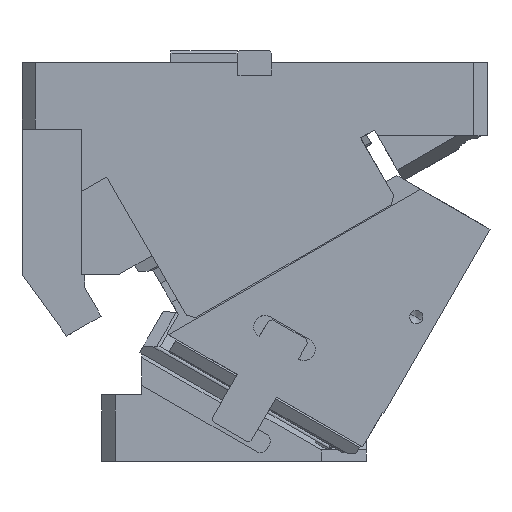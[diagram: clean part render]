
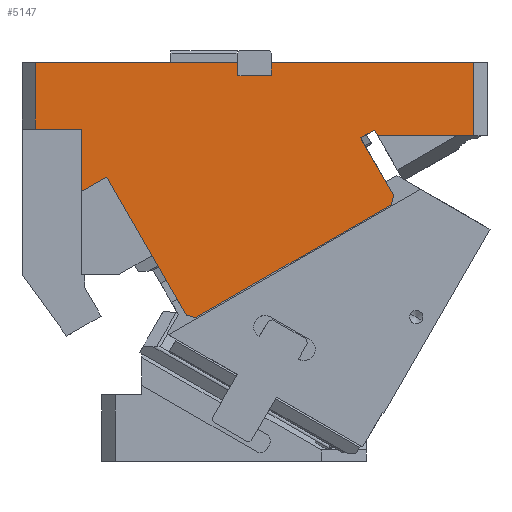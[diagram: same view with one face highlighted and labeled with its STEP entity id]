
A CAD part, front view. The second image highlights one B-rep face of the part: STEP entity #5147.
In plain terms, the highlighted planar face has unit normal (0, -1, 0).
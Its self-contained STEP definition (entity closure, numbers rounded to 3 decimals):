
#315=CARTESIAN_POINT('Line Origine',(-233.75,-90.,205.)) ;
#319=CARTESIAN_POINT('Vertex',(-157.5,-90.,205.)) ;
#321=CARTESIAN_POINT('Vertex',(-310.,-90.,205.)) ;
#604=CARTESIAN_POINT('Vertex',(-310.,-90.,155.)) ;
#607=CARTESIAN_POINT('Line Origine',(-310.,-90.,180.)) ;
#1154=CARTESIAN_POINT('Vertex',(-52.409,-90.,150.)) ;
#1157=CARTESIAN_POINT('Line Origine',(-53.647,-90.,152.144)) ;
#1161=CARTESIAN_POINT('Vertex',(-54.885,-90.,154.289)) ;
#2098=CARTESIAN_POINT('Vertex',(-42.108,-90.,98.157)) ;
#2112=CARTESIAN_POINT('Vertex',(-40.278,-90.,104.987)) ;
#2115=CARTESIAN_POINT('Line Origine',(-41.193,-90.,101.572)) ;
#2145=CARTESIAN_POINT('Vertex',(-256.162,-90.,118.91)) ;
#2148=CARTESIAN_POINT('Line Origine',(-265.581,-90.,113.472)) ;
#2152=CARTESIAN_POINT('Vertex',(-275.,-90.,108.034)) ;
#2185=CARTESIAN_POINT('Vertex',(-132.5,-90.,195.)) ;
#2188=CARTESIAN_POINT('Line Origine',(-132.5,-90.,195.6)) ;
#2192=CARTESIAN_POINT('Vertex',(-132.5,-90.,196.2)) ;
#2212=CARTESIAN_POINT('Line Origine',(-132.5,-90.,200.6)) ;
#2216=CARTESIAN_POINT('Vertex',(-132.5,-90.,205.)) ;
#2242=CARTESIAN_POINT('Vertex',(20.,-90.,150.)) ;
#2256=CARTESIAN_POINT('Vertex',(20.,-90.,205.)) ;
#2259=CARTESIAN_POINT('Line Origine',(20.,-90.,177.5)) ;
#2303=CARTESIAN_POINT('Vertex',(-65.278,-90.,148.289)) ;
#2306=CARTESIAN_POINT('Line Origine',(-52.778,-90.,126.638)) ;
#4340=CARTESIAN_POINT('Vertex',(-196.162,-90.,14.987)) ;
#4343=CARTESIAN_POINT('Line Origine',(-226.162,-90.,66.949)) ;
#4363=CARTESIAN_POINT('Line Origine',(-192.747,-90.,14.072)) ;
#4367=CARTESIAN_POINT('Vertex',(-189.332,-90.,13.157)) ;
#4382=CARTESIAN_POINT('Line Origine',(-115.72,-90.,55.657)) ;
#4405=CARTESIAN_POINT('Vertex',(-157.5,-90.,195.)) ;
#4408=CARTESIAN_POINT('Line Origine',(-145.,-90.,195.)) ;
#4483=CARTESIAN_POINT('Line Origine',(-275.,-90.,131.517)) ;
#4487=CARTESIAN_POINT('Vertex',(-275.,-90.,155.)) ;
#4630=CARTESIAN_POINT('Line Origine',(-60.082,-90.,151.289)) ;
#4948=CARTESIAN_POINT('Line Origine',(-16.205,-90.,150.)) ;
#4981=CARTESIAN_POINT('Line Origine',(-56.25,-90.,205.)) ;
#5111=CARTESIAN_POINT('Axis2P3D Location',(30.,-90.,155.)) ;
#5116=CARTESIAN_POINT('Line Origine',(-157.5,-90.,200.)) ;
#5121=CARTESIAN_POINT('Line Origine',(-292.5,-90.,155.)) ;
#316=DIRECTION('Vector Direction',(-1.,0.,0.)) ;
#608=DIRECTION('Vector Direction',(0.,0.,-1.)) ;
#1158=DIRECTION('Vector Direction',(0.5,0.,-0.866)) ;
#2116=DIRECTION('Vector Direction',(0.259,0.,0.966)) ;
#2149=DIRECTION('Vector Direction',(0.866,0.,0.5)) ;
#2189=DIRECTION('Vector Direction',(0.,0.,-1.)) ;
#2213=DIRECTION('Vector Direction',(0.,0.,-1.)) ;
#2260=DIRECTION('Vector Direction',(0.,0.,1.)) ;
#2307=DIRECTION('Vector Direction',(-0.5,0.,0.866)) ;
#4344=DIRECTION('Vector Direction',(-0.5,0.,0.866)) ;
#4364=DIRECTION('Vector Direction',(-0.966,0.,0.259)) ;
#4383=DIRECTION('Vector Direction',(-0.866,0.,-0.5)) ;
#4409=DIRECTION('Vector Direction',(1.,0.,0.)) ;
#4484=DIRECTION('Vector Direction',(0.,0.,1.)) ;
#4631=DIRECTION('Vector Direction',(0.866,0.,0.5)) ;
#4949=DIRECTION('Vector Direction',(1.,0.,0.)) ;
#4982=DIRECTION('Vector Direction',(-1.,0.,0.)) ;
#5112=DIRECTION('Axis2P3D Direction',(0.,1.,0.)) ;
#5113=DIRECTION('Axis2P3D XDirection',(-1.,0.,0.)) ;
#5117=DIRECTION('Vector Direction',(0.,0.,1.)) ;
#5122=DIRECTION('Vector Direction',(1.,0.,0.)) ;
#5114=AXIS2_PLACEMENT_3D('Plane Axis2P3D',#5111,#5112,#5113) ;
#5127=ORIENTED_EDGE('',*,*,#2310,.T.) ;
#5128=ORIENTED_EDGE('',*,*,#4634,.T.) ;
#5129=ORIENTED_EDGE('',*,*,#1163,.T.) ;
#5130=ORIENTED_EDGE('',*,*,#4952,.T.) ;
#5131=ORIENTED_EDGE('',*,*,#2263,.T.) ;
#5132=ORIENTED_EDGE('',*,*,#4985,.T.) ;
#5133=ORIENTED_EDGE('',*,*,#2218,.T.) ;
#5134=ORIENTED_EDGE('',*,*,#2194,.T.) ;
#5135=ORIENTED_EDGE('',*,*,#4412,.F.) ;
#5136=ORIENTED_EDGE('',*,*,#5120,.T.) ;
#5137=ORIENTED_EDGE('',*,*,#323,.T.) ;
#5138=ORIENTED_EDGE('',*,*,#611,.T.) ;
#5139=ORIENTED_EDGE('',*,*,#5125,.T.) ;
#5140=ORIENTED_EDGE('',*,*,#4489,.F.) ;
#5141=ORIENTED_EDGE('',*,*,#2154,.T.) ;
#5142=ORIENTED_EDGE('',*,*,#4347,.F.) ;
#5143=ORIENTED_EDGE('',*,*,#4369,.F.) ;
#5144=ORIENTED_EDGE('',*,*,#4386,.F.) ;
#5145=ORIENTED_EDGE('',*,*,#2119,.T.) ;
#317=VECTOR('Line Direction',#316,1.) ;
#609=VECTOR('Line Direction',#608,1.) ;
#1159=VECTOR('Line Direction',#1158,1.) ;
#2117=VECTOR('Line Direction',#2116,1.) ;
#2150=VECTOR('Line Direction',#2149,1.) ;
#2190=VECTOR('Line Direction',#2189,1.) ;
#2214=VECTOR('Line Direction',#2213,1.) ;
#2261=VECTOR('Line Direction',#2260,1.) ;
#2308=VECTOR('Line Direction',#2307,1.) ;
#4345=VECTOR('Line Direction',#4344,1.) ;
#4365=VECTOR('Line Direction',#4364,1.) ;
#4384=VECTOR('Line Direction',#4383,1.) ;
#4410=VECTOR('Line Direction',#4409,1.) ;
#4485=VECTOR('Line Direction',#4484,1.) ;
#4632=VECTOR('Line Direction',#4631,1.) ;
#4950=VECTOR('Line Direction',#4949,1.) ;
#4983=VECTOR('Line Direction',#4982,1.) ;
#5118=VECTOR('Line Direction',#5117,1.) ;
#5123=VECTOR('Line Direction',#5122,1.) ;
#5147=ADVANCED_FACE('CAM HOLDER',(#5146),#5115,.F.) ;
#323=EDGE_CURVE('',#320,#322,#318,.T.) ;
#611=EDGE_CURVE('',#322,#605,#610,.T.) ;
#1163=EDGE_CURVE('',#1162,#1155,#1160,.T.) ;
#2119=EDGE_CURVE('',#2099,#2113,#2118,.T.) ;
#2154=EDGE_CURVE('',#2153,#2146,#2151,.T.) ;
#2194=EDGE_CURVE('',#2193,#2186,#2191,.T.) ;
#2218=EDGE_CURVE('',#2217,#2193,#2215,.T.) ;
#2263=EDGE_CURVE('',#2243,#2257,#2262,.T.) ;
#2310=EDGE_CURVE('',#2113,#2304,#2309,.T.) ;
#4347=EDGE_CURVE('',#4341,#2146,#4346,.T.) ;
#4369=EDGE_CURVE('',#4368,#4341,#4366,.T.) ;
#4386=EDGE_CURVE('',#2099,#4368,#4385,.T.) ;
#4412=EDGE_CURVE('',#4406,#2186,#4411,.T.) ;
#4489=EDGE_CURVE('',#2153,#4488,#4486,.T.) ;
#4634=EDGE_CURVE('',#2304,#1162,#4633,.T.) ;
#4952=EDGE_CURVE('',#1155,#2243,#4951,.T.) ;
#4985=EDGE_CURVE('',#2257,#2217,#4984,.T.) ;
#5120=EDGE_CURVE('',#4406,#320,#5119,.T.) ;
#5125=EDGE_CURVE('',#605,#4488,#5124,.T.) ;
#5126=EDGE_LOOP('',(#5127,#5128,#5129,#5130,#5131,#5132,#5133,#5134,#5135,#5136,#5137,#5138,#5139,#5140,#5141,#5142,#5143,#5144,#5145)) ;
#5146=FACE_OUTER_BOUND('',#5126,.T.) ;
#318=LINE('Line',#315,#317) ;
#610=LINE('Line',#607,#609) ;
#1160=LINE('Line',#1157,#1159) ;
#2118=LINE('Line',#2115,#2117) ;
#2151=LINE('Line',#2148,#2150) ;
#2191=LINE('Line',#2188,#2190) ;
#2215=LINE('Line',#2212,#2214) ;
#2262=LINE('Line',#2259,#2261) ;
#2309=LINE('Line',#2306,#2308) ;
#4346=LINE('Line',#4343,#4345) ;
#4366=LINE('Line',#4363,#4365) ;
#4385=LINE('Line',#4382,#4384) ;
#4411=LINE('Line',#4408,#4410) ;
#4486=LINE('Line',#4483,#4485) ;
#4633=LINE('Line',#4630,#4632) ;
#4951=LINE('Line',#4948,#4950) ;
#4984=LINE('Line',#4981,#4983) ;
#5119=LINE('Line',#5116,#5118) ;
#5124=LINE('Line',#5121,#5123) ;
#5115=PLANE('Plane',#5114) ;
#320=VERTEX_POINT('',#319) ;
#322=VERTEX_POINT('',#321) ;
#605=VERTEX_POINT('',#604) ;
#1155=VERTEX_POINT('',#1154) ;
#1162=VERTEX_POINT('',#1161) ;
#2099=VERTEX_POINT('',#2098) ;
#2113=VERTEX_POINT('',#2112) ;
#2146=VERTEX_POINT('',#2145) ;
#2153=VERTEX_POINT('',#2152) ;
#2186=VERTEX_POINT('',#2185) ;
#2193=VERTEX_POINT('',#2192) ;
#2217=VERTEX_POINT('',#2216) ;
#2243=VERTEX_POINT('',#2242) ;
#2257=VERTEX_POINT('',#2256) ;
#2304=VERTEX_POINT('',#2303) ;
#4341=VERTEX_POINT('',#4340) ;
#4368=VERTEX_POINT('',#4367) ;
#4406=VERTEX_POINT('',#4405) ;
#4488=VERTEX_POINT('',#4487) ;
